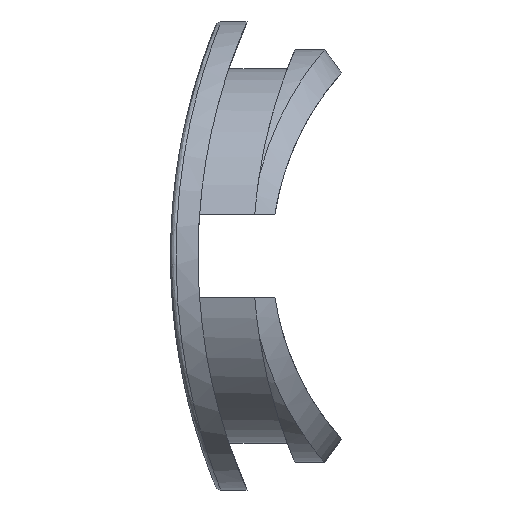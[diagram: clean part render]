
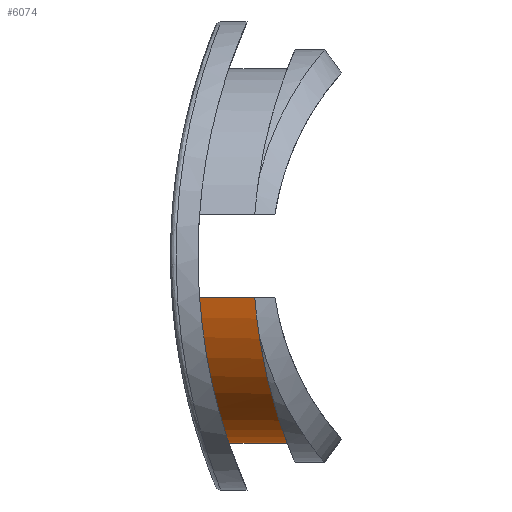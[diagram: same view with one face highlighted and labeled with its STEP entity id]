
A CAD part, left-side view. The second image highlights one B-rep face of the part: STEP entity #6074.
In plain terms, the highlighted cylindrical face has radius 6.8 mm (diameter 13.6 mm), a partial arc.
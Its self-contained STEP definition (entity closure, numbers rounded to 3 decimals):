
#40 = ORIENTED_EDGE ( 'NONE', *, *, #5904, .F. ) ;
#65 = VERTEX_POINT ( 'NONE', #840 ) ;
#126 = VECTOR ( 'NONE', #6689, 1000. ) ;
#195 = CARTESIAN_POINT ( 'NONE',  ( -1.901, 18.052, -6.54 ) ) ;
#231 = CARTESIAN_POINT ( 'NONE',  ( -6.632, 19.141, -1.5 ) ) ;
#265 = DIRECTION ( 'NONE',  ( 0., 0., -1. ) ) ;
#266 = CARTESIAN_POINT ( 'NONE',  ( -5.965, 18.92, -3.286 ) ) ;
#272 = CARTESIAN_POINT ( 'NONE',  ( -6.547, 21.12, -1.877 ) ) ;
#669 = CYLINDRICAL_SURFACE ( 'NONE', #5831, 6.8 ) ;
#676 = CARTESIAN_POINT ( 'NONE',  ( -4.551, 20.587, -5.067 ) ) ;
#806 = CARTESIAN_POINT ( 'NONE',  ( -6.632, 19.141, -1.5 ) ) ;
#814 = CARTESIAN_POINT ( 'NONE',  ( -1.526, 20.134, -6.638 ) ) ;
#840 = CARTESIAN_POINT ( 'NONE',  ( 0., 20.08, -6.8 ) ) ;
#1233 = CARTESIAN_POINT ( 'NONE',  ( -6.632, 21.147, -1.5 ) ) ;
#1261 = CARTESIAN_POINT ( 'NONE',  ( 0., 17.956, -6.8 ) ) ;
#1294 = CARTESIAN_POINT ( 'NONE',  ( -4.826, 18.591, -4.805 ) ) ;
#1299 = CARTESIAN_POINT ( 'NONE',  ( -4.826, 20.65, -4.806 ) ) ;
#1329 = CARTESIAN_POINT ( 'NONE',  ( -3.957, 18.384, -5.543 ) ) ;
#1410 = EDGE_CURVE ( 'NONE', #65, #5747, #2823, .T. ) ;
#1555 = VERTEX_POINT ( 'NONE', #231 ) ;
#1567 = ORIENTED_EDGE ( 'NONE', *, *, #6028, .F. ) ;
#1747 = CARTESIAN_POINT ( 'NONE',  ( 0., 21.2, 0. ) ) ;
#1789 = CARTESIAN_POINT ( 'NONE',  ( -6.14, 20.997, -2.948 ) ) ;
#1862 = CARTESIAN_POINT ( 'NONE',  ( -5.966, 20.946, -3.286 ) ) ;
#2359 = CARTESIAN_POINT ( 'NONE',  ( -6.59, 19.127, -1.689 ) ) ;
#2391 = CARTESIAN_POINT ( 'NONE',  ( -3.639, 18.318, -5.757 ) ) ;
#2398 = CARTESIAN_POINT ( 'NONE',  ( -0.389, 20.08, -6.8 ) ) ;
#2681 = CARTESIAN_POINT ( 'NONE',  ( 0., 17.956, -6.8 ) ) ;
#2783 = CARTESIAN_POINT ( 'NONE',  ( 0., 21.2, -6.8 ) ) ;
#2823 = LINE ( 'NONE', #2783, #126 ) ;
#2840 = CARTESIAN_POINT ( 'NONE',  ( -5.329, 20.774, -4.241 ) ) ;
#2903 = CARTESIAN_POINT ( 'NONE',  ( -2.976, 18.197, -6.126 ) ) ;
#2938 = CARTESIAN_POINT ( 'NONE',  ( -0.39, 17.956, -6.8 ) ) ;
#2977 = CARTESIAN_POINT ( 'NONE',  ( -3.637, 20.404, -5.758 ) ) ;
#3482 = CARTESIAN_POINT ( 'NONE',  ( -6.139, 18.976, -2.949 ) ) ;
#3486 = CARTESIAN_POINT ( 'NONE',  ( -5.559, 20.834, -3.934 ) ) ;
#3497 = EDGE_LOOP ( 'NONE', ( #1567, #40, #4614, #6637 ) ) ;
#3517 = CARTESIAN_POINT ( 'NONE',  ( -5.56, 18.796, -3.934 ) ) ;
#4005 = CARTESIAN_POINT ( 'NONE',  ( -6.632, 21.147, -1.5 ) ) ;
#4046 = CARTESIAN_POINT ( 'NONE',  ( -2.629, 18.143, -6.283 ) ) ;
#4089 = CARTESIAN_POINT ( 'NONE',  ( -1.898, 20.166, -6.541 ) ) ;
#4534 = LINE ( 'NONE', #5601, #5474 ) ;
#4569 = CARTESIAN_POINT ( 'NONE',  ( -1.528, 18.016, -6.637 ) ) ;
#4575 = CARTESIAN_POINT ( 'NONE',  ( -0.772, 20.091, -6.767 ) ) ;
#4614 = ORIENTED_EDGE ( 'NONE', *, *, #1410, .T. ) ;
#5023 = CARTESIAN_POINT ( 'NONE',  ( -3.955, 20.464, -5.545 ) ) ;
#5053 = CARTESIAN_POINT ( 'NONE',  ( -4.552, 18.521, -5.066 ) ) ;
#5082 = B_SPLINE_CURVE_WITH_KNOTS ( 'NONE', 3,
 ( #1261, #2938, #5084, #4569, #195, #4046, #2903, #2391, #1329, #5053, #1294, #6173, #3517, #266, #3482, #6735, #6208, #5672, #2359, #806 ),
 .UNSPECIFIED., .F., .F.,
 ( 4, 2, 2, 2, 2, 2, 2, 2, 2, 4 ),
 ( 0., 0.001, 0.002, 0.003, 0.005, 0.006, 0.007, 0.008, 0.009, 0.009 ),
 .UNSPECIFIED. ) ;
#5084 = CARTESIAN_POINT ( 'NONE',  ( -0.773, 17.968, -6.767 ) ) ;
#5120 = DIRECTION ( 'NONE',  ( 0., -1., 0. ) ) ;
#5128 = CARTESIAN_POINT ( 'NONE',  ( -6.43, 21.084, -2.244 ) ) ;
#5474 = VECTOR ( 'NONE', #5120, 1000. ) ;
#5532 = VERTEX_POINT ( 'NONE', #4005 ) ;
#5538 = CARTESIAN_POINT ( 'NONE',  ( 0., 20.08, -6.8 ) ) ;
#5601 = CARTESIAN_POINT ( 'NONE',  ( -6.632, 21.2, -1.5 ) ) ;
#5671 = DIRECTION ( 'NONE',  ( 0., -1., 0. ) ) ;
#5672 = CARTESIAN_POINT ( 'NONE',  ( -6.539, 19.109, -1.876 ) ) ;
#5747 = VERTEX_POINT ( 'NONE', #2681 ) ;
#5831 = AXIS2_PLACEMENT_3D ( 'NONE', #1747, #5671, #265 ) ;
#5904 = EDGE_CURVE ( 'NONE', #65, #5532, #6001, .T. ) ;
#6001 = B_SPLINE_CURVE_WITH_KNOTS ( 'NONE', 3,
 ( #5538, #2398, #4575, #814, #4089, #6141, #6673, #2977, #5023, #676, #1299, #2840, #3486, #1862, #1789, #5128, #272, #1233 ),
 .UNSPECIFIED., .F., .F.,
 ( 4, 2, 2, 2, 2, 2, 2, 2, 4 ),
 ( 0., 0.001, 0.002, 0.003, 0.005, 0.006, 0.007, 0.008, 0.009 ),
 .UNSPECIFIED. ) ;
#6028 = EDGE_CURVE ( 'NONE', #5532, #1555, #4534, .T. ) ;
#6074 = ADVANCED_FACE ( 'NONE', ( #6172 ), #669, .T. ) ;
#6141 = CARTESIAN_POINT ( 'NONE',  ( -2.626, 20.248, -6.284 ) ) ;
#6172 = FACE_OUTER_BOUND ( 'NONE', #3497, .T. ) ;
#6173 = CARTESIAN_POINT ( 'NONE',  ( -5.329, 18.728, -4.241 ) ) ;
#6208 = CARTESIAN_POINT ( 'NONE',  ( -6.423, 19.07, -2.242 ) ) ;
#6637 = ORIENTED_EDGE ( 'NONE', *, *, #6966, .T. ) ;
#6673 = CARTESIAN_POINT ( 'NONE',  ( -2.973, 20.296, -6.127 ) ) ;
#6689 = DIRECTION ( 'NONE',  ( 0., -1., 0. ) ) ;
#6735 = CARTESIAN_POINT ( 'NONE',  ( -6.357, 19.048, -2.421 ) ) ;
#6966 = EDGE_CURVE ( 'NONE', #5747, #1555, #5082, .T. ) ;
